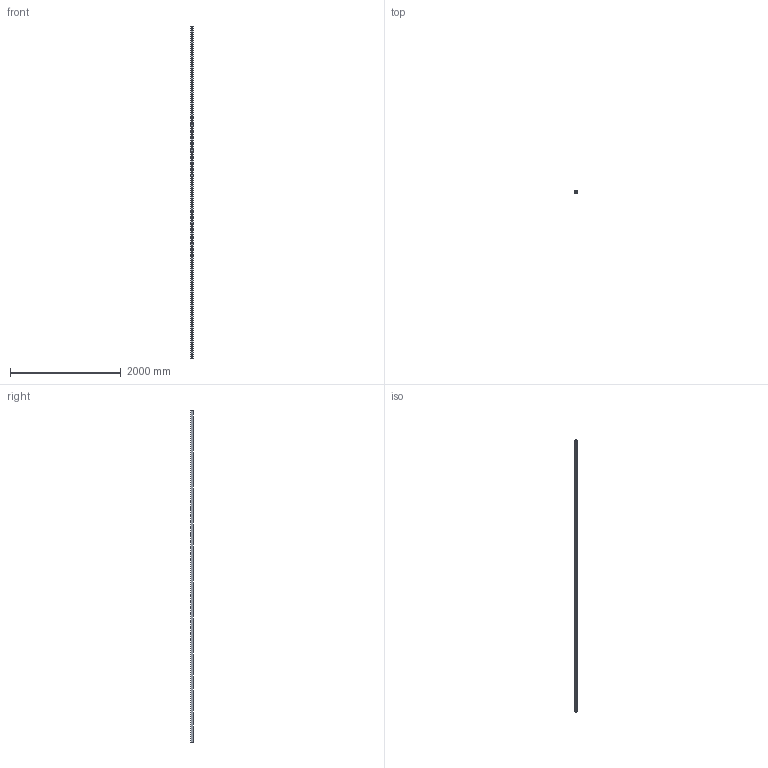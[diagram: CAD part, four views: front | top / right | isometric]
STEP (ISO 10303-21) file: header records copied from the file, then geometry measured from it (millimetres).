
FILE_DESCRIPTION (( 'STEP AP214' ), '1' );
FILE_NAME ('1122657.stp', '2024-09-09T10:41:40', ( '' ), ( '' ), 'SwSTEP 2.0', 'SolidWorks 2022', '' );
FILE_SCHEMA (( 'AUTOMOTIVE_DESIGN' ));
Length unit declared in the file: millimetre
Products named in the file (1): 1122657
Bounding box: 41 x 41 x 6000 mm (x, y, z)
Volume: 1980018.6 mm3; surface area: 1636304.6 mm2
Topology: 1 solids, 1 shells, 522 faces, 1560 edges, 1040 vertices
Faces by surface type: plane 282, cylinder 240
Entity records: 18178 total; most frequent: CARTESIAN_POINT 3123, ORIENTED_EDGE 3120, DIRECTION 3086, EDGE_CURVE 1560, LINE 1080, VECTOR 1080, VERTEX_POINT 1040, AXIS2_PLACEMENT_3D 1003
